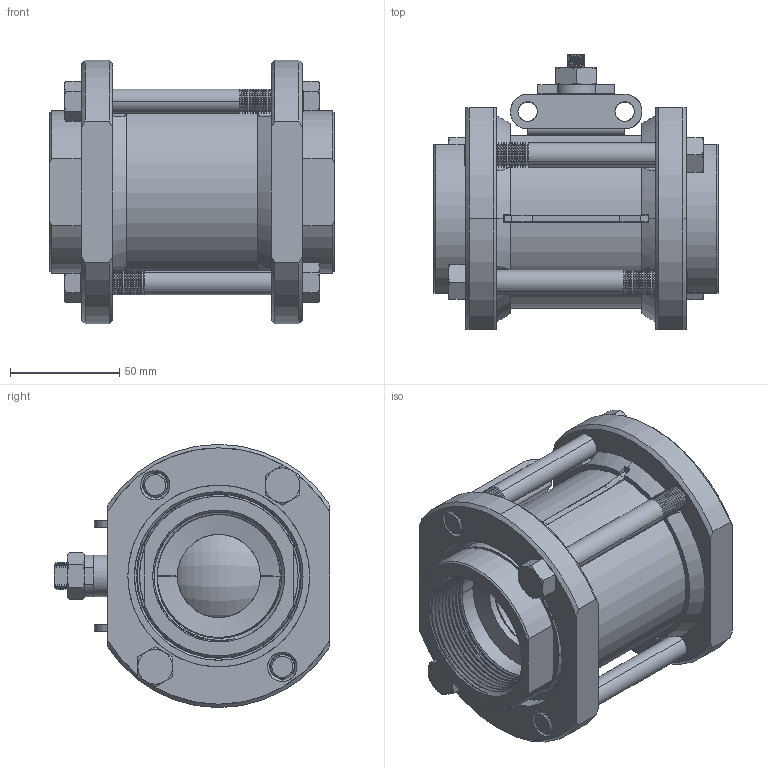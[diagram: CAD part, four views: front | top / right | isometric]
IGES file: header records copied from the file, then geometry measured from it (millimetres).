
Start section: SolidWorks IGES file using analytic representation for surfaces
Global section: file name: 23XXSESZ.igs; native system: SolidWorks 2017; preprocessor: SolidWorks 2017; author: ryanm; date: 180322.114917; units: inch
Bounding box: 130.18 x 126.14 x 120.65 mm (x, y, z)
Surface area: 202536.7 mm2 (no closed solid volume)
Topology: 0 solids, 0 shells, 1291 faces, 17246 edges, 17245 vertices
Faces by surface type: revolution 967, bspline 324
